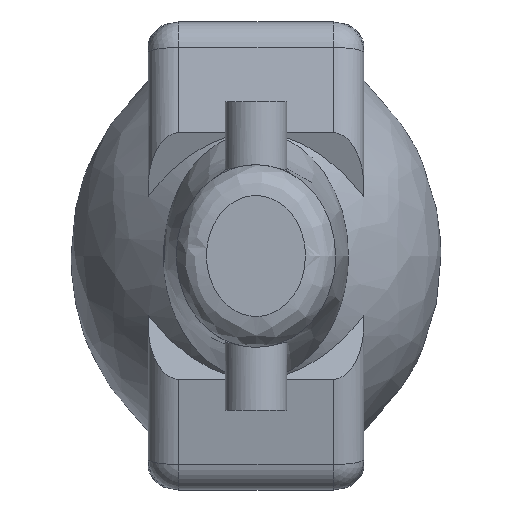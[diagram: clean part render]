
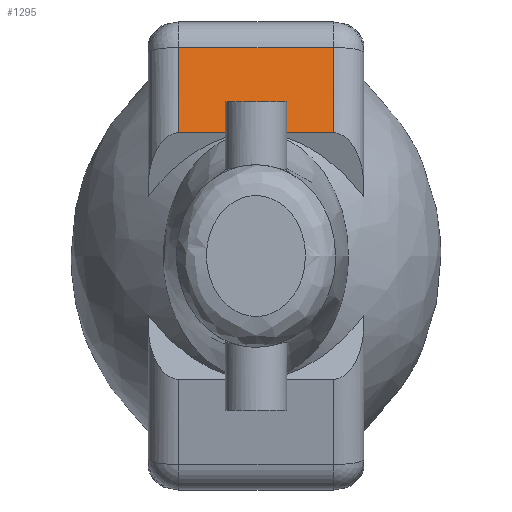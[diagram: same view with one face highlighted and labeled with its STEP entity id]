
A CAD part, front view. The second image highlights one B-rep face of the part: STEP entity #1295.
In plain terms, the highlighted planar face has unit normal (0, -0.985, 0.174).
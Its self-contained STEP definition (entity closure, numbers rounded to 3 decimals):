
#83=PLANE('',#1426);
#142=FACE_OUTER_BOUND('',#225,.T.);
#225=EDGE_LOOP('',(#929,#930,#931,#932,#933));
#338=LINE('',#2179,#417);
#346=LINE('',#2220,#425);
#347=LINE('',#2224,#426);
#348=LINE('',#2226,#427);
#349=LINE('',#2227,#428);
#417=VECTOR('',#1607,10.);
#425=VECTOR('',#1635,10.);
#426=VECTOR('',#1640,10.);
#427=VECTOR('',#1641,10.);
#428=VECTOR('',#1642,10.);
#553=VERTEX_POINT('',#2176);
#554=VERTEX_POINT('',#2178);
#561=VERTEX_POINT('',#2219);
#562=VERTEX_POINT('',#2223);
#563=VERTEX_POINT('',#2225);
#686=EDGE_CURVE('',#553,#554,#338,.T.);
#700=EDGE_CURVE('',#554,#561,#346,.T.);
#702=EDGE_CURVE('',#562,#553,#347,.T.);
#703=EDGE_CURVE('',#562,#563,#348,.T.);
#704=EDGE_CURVE('',#563,#561,#349,.T.);
#929=ORIENTED_EDGE('',*,*,#686,.F.);
#930=ORIENTED_EDGE('',*,*,#702,.F.);
#931=ORIENTED_EDGE('',*,*,#703,.T.);
#932=ORIENTED_EDGE('',*,*,#704,.T.);
#933=ORIENTED_EDGE('',*,*,#700,.F.);
#1295=ADVANCED_FACE('',(#142),#83,.T.);
#1426=AXIS2_PLACEMENT_3D('',#2222,#1638,#1639);
#1607=DIRECTION('',(1.,0.,0.));
#1635=DIRECTION('',(0.,-0.174,-0.985));
#1638=DIRECTION('center_axis',(0.,-0.985,0.174));
#1639=DIRECTION('ref_axis',(0.,-0.174,-0.985));
#1640=DIRECTION('',(0.,0.174,0.985));
#1641=DIRECTION('',(1.,0.,0.));
#1642=DIRECTION('',(1.,0.,0.));
#2176=CARTESIAN_POINT('',(-12.5,2.438,33.828));
#2178=CARTESIAN_POINT('',(12.5,2.438,33.828));
#2179=CARTESIAN_POINT('',(0.,2.438,33.828));
#2219=CARTESIAN_POINT('',(12.5,0.,20.));
#2220=CARTESIAN_POINT('',(12.5,0.479,22.715));
#2222=CARTESIAN_POINT('Origin',(0.,3.473,39.696));
#2223=CARTESIAN_POINT('',(-12.5,0.,20.));
#2224=CARTESIAN_POINT('',(-12.5,0.479,22.715));
#2225=CARTESIAN_POINT('',(0.,0.,20.));
#2226=CARTESIAN_POINT('',(0.,0.,20.));
#2227=CARTESIAN_POINT('',(0.,0.,20.));
